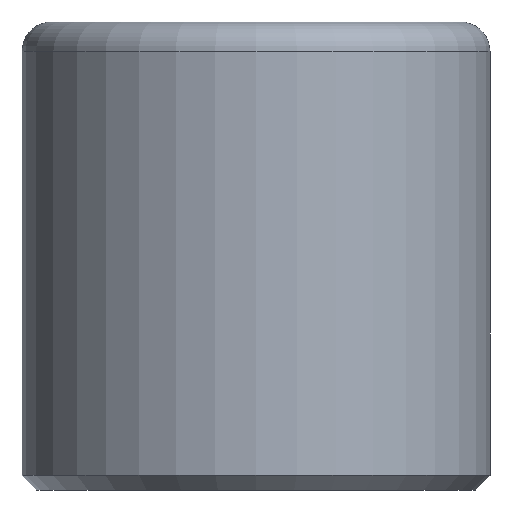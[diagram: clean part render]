
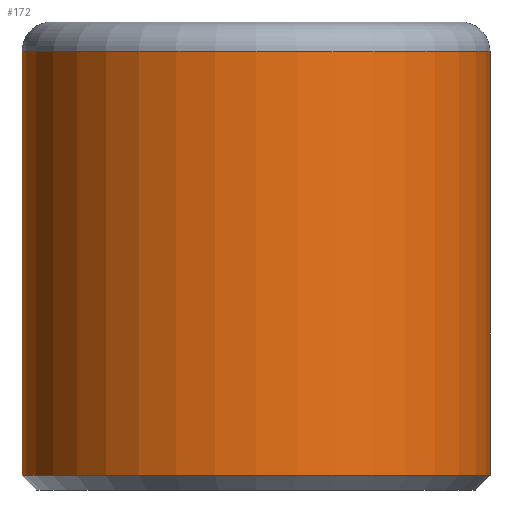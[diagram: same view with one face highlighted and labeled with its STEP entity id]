
A CAD part, front view. The second image highlights one B-rep face of the part: STEP entity #172.
In plain terms, the highlighted cylindrical face has radius 15.875 mm (diameter 31.75 mm), a full revolution.
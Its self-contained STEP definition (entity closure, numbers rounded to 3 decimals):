
#20=CYLINDRICAL_SURFACE('',#204,15.875);
#32=FACE_OUTER_BOUND('',#45,.T.);
#45=EDGE_LOOP('',(#135,#136,#137,#138));
#58=LINE('',#314,#63);
#63=VECTOR('',#253,15.875);
#70=CIRCLE('',#203,15.875);
#71=CIRCLE('',#205,15.875);
#88=VERTEX_POINT('',#308);
#89=VERTEX_POINT('',#312);
#104=EDGE_CURVE('',#88,#88,#70,.T.);
#106=EDGE_CURVE('',#89,#89,#71,.T.);
#107=EDGE_CURVE('',#89,#88,#58,.T.);
#135=ORIENTED_EDGE('',*,*,#106,.F.);
#136=ORIENTED_EDGE('',*,*,#107,.T.);
#137=ORIENTED_EDGE('',*,*,#104,.F.);
#138=ORIENTED_EDGE('',*,*,#107,.F.);
#172=ADVANCED_FACE('',(#32),#20,.T.);
#203=AXIS2_PLACEMENT_3D('',#309,#246,#247);
#204=AXIS2_PLACEMENT_3D('',#311,#249,#250);
#205=AXIS2_PLACEMENT_3D('',#313,#251,#252);
#246=DIRECTION('center_axis',(0.,0.,-1.));
#247=DIRECTION('ref_axis',(1.,0.,0.));
#249=DIRECTION('center_axis',(0.,0.,1.));
#250=DIRECTION('ref_axis',(1.,0.,0.));
#251=DIRECTION('center_axis',(0.,0.,1.));
#252=DIRECTION('ref_axis',(1.,0.,0.));
#253=DIRECTION('',(0.,0.,-1.));
#308=CARTESIAN_POINT('',(-15.875,0.,1.));
#309=CARTESIAN_POINT('Origin',(0.,0.,1.));
#311=CARTESIAN_POINT('Origin',(0.,0.,0.));
#312=CARTESIAN_POINT('',(-15.875,0.,29.75));
#313=CARTESIAN_POINT('Origin',(0.,0.,29.75));
#314=CARTESIAN_POINT('',(-15.875,0.,0.));
